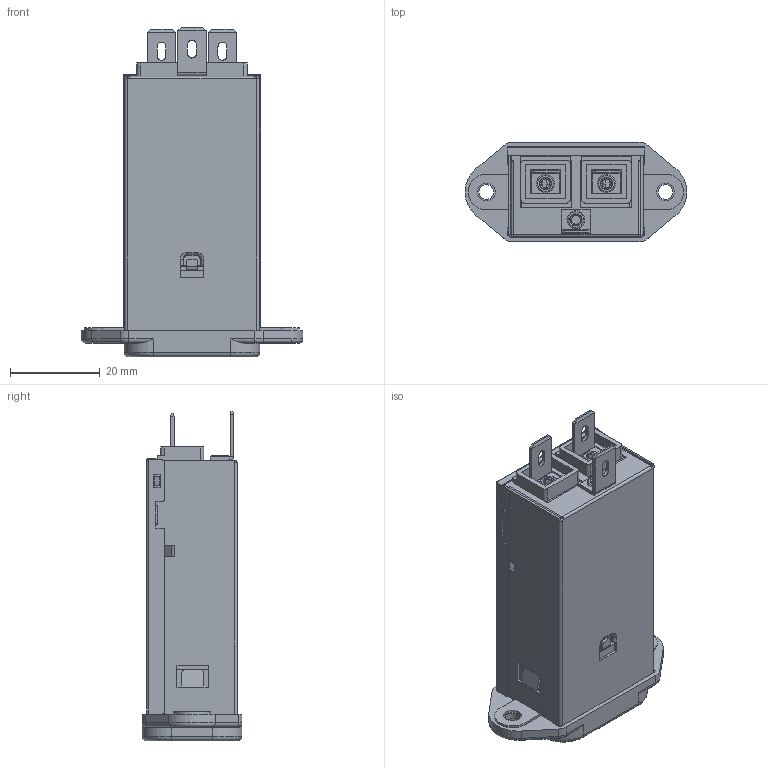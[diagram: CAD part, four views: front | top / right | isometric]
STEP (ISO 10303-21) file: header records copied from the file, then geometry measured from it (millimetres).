
FILE_DESCRIPTION (( 'STEP AP203' ), '1' );
FILE_NAME ('NEW SE.STEP', '2017-07-27T01:48:08', ( 'Delta' ), ( '' ), 'SwSTEP 2.0', 'SolidWorks 2011', '' );
FILE_SCHEMA (( 'CONFIG_CONTROL_DESIGN' ));
Length unit declared in the file: millimetre
Products named in the file (12): NEW SE; REVIT-2.8X2.5; REVIT-2.3X2.5; 335019020000; 3240150300; GEEG3K CASE  COVER L57; GEEG3K CASE-L56.6; G TERMINAL2; 3030060200; 3350160800; 3350160900
Assembly tree (15 placements, depth 3):
  NEW SE
    335019020000  x3
    3030060200
      3350160900  x2
      3030060200
      3350160800
    REVIT-2.3X2.5  x2
    GEEG3K CASE-L56.6
    G TERMINAL2
    3240150300
    REVIT-2.8X2.5
    GEEG3K CASE  COVER L57
Bounding box: 49.48 x 22.3 x 73.6 mm (x, y, z)
Volume: 9842.5 mm3; surface area: 22153.5 mm2
Topology: 14 solids, 14 shells, 1172 faces, 2987 edges, 1897 vertices
Faces by surface type: plane 772, cylinder 270, bspline 73, torus 53, cone 4
Entity records: 37799 total; most frequent: CARTESIAN_POINT 10378, ORIENTED_EDGE 5506, DIRECTION 5173, EDGE_CURVE 2753, VECTOR 2053, LINE 2053, VERTEX_POINT 1753, AXIS2_PLACEMENT_3D 1560
